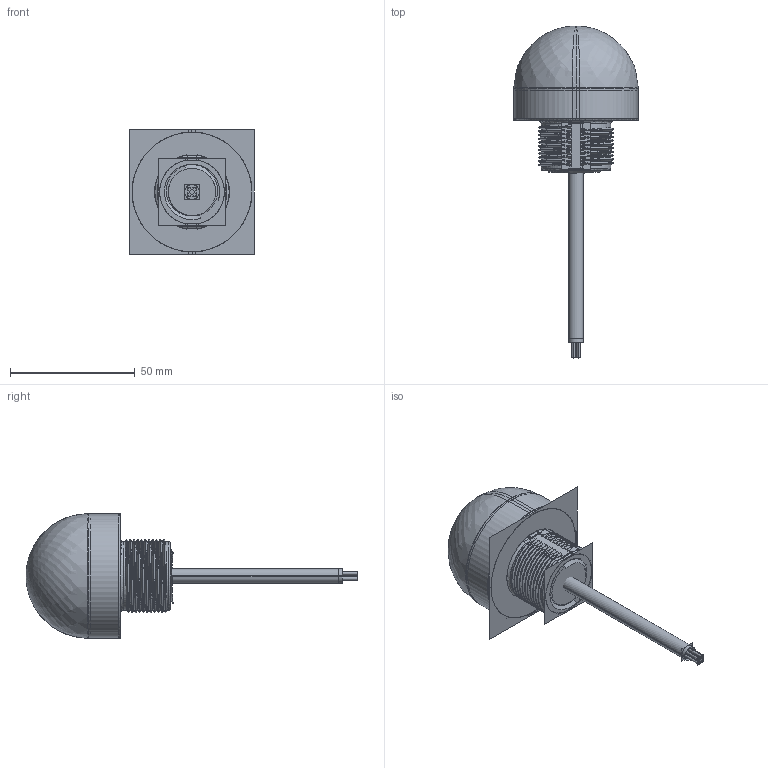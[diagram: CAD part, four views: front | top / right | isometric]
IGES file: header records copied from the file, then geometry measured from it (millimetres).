
Start section:  PTC IGES file: 144871_sm01.igs
Global section: file name: 144871_sm01.igs; native system: Creo Parametric by PTC Inc.; preprocessor: 2022414; author: banengservice; organization: Unknown; date: 20250722.102933; units: millimetre
Bounding box: 50 x 132.97 x 50 mm (x, y, z)
Volume: 70955.5 mm3; surface area: 59594.4 mm2
Topology: 2 solids, 2 shells, 384 faces, 1956 edges, 2474 vertices
Faces by surface type: revolution 208, bspline 176
